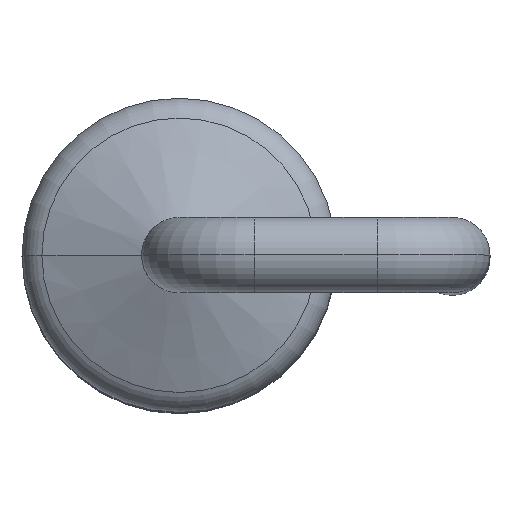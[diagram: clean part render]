
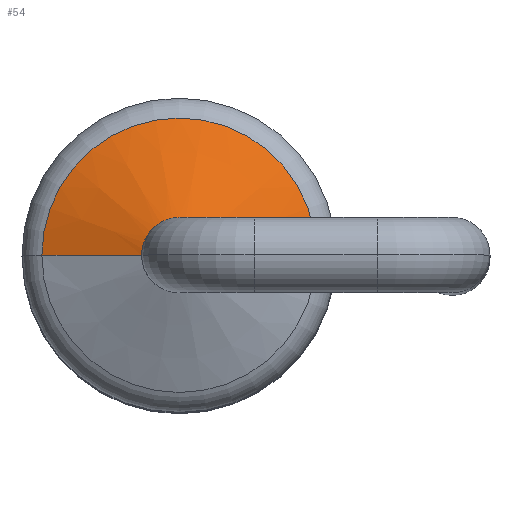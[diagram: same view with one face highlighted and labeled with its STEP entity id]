
A CAD part, top view. The second image highlights one B-rep face of the part: STEP entity #54.
In plain terms, the highlighted conical face has half-angle 68.481 degrees and reference radius 1.15 mm.
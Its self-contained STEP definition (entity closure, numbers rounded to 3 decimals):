
#54 = ADVANCED_FACE ( 'NONE', ( #2190 ), #2189, .T. ) ;
#106 = CARTESIAN_POINT ( 'NONE',  ( 0., 0., 7.155 ) ) ;
#107 = DIRECTION ( 'NONE',  ( 0., 0., -1. ) ) ;
#115 = DIRECTION ( 'NONE',  ( 1., 0., 0. ) ) ;
#243 = CARTESIAN_POINT ( 'NONE',  ( -0.275, 0., 7.5 ) ) ;
#253 = CARTESIAN_POINT ( 'NONE',  ( -1.004, 0., 7.212 ) ) ;
#258 = CARTESIAN_POINT ( 'NONE',  ( 1.004, 0., 7.212 ) ) ;
#260 = CARTESIAN_POINT ( 'NONE',  ( 0.275, 0., 7.5 ) ) ;
#308 = CARTESIAN_POINT ( 'NONE',  ( -1.15, 0., 7.155 ) ) ;
#321 = DIRECTION ( 'NONE',  ( -0.93, 0., -0.367 ) ) ;
#444 = CARTESIAN_POINT ( 'NONE',  ( 1.15, 0., 7.155 ) ) ;
#445 = DIRECTION ( 'NONE',  ( 0.93, 0., -0.367 ) ) ;
#476 = CARTESIAN_POINT ( 'NONE',  ( 0., 0., 7.5 ) ) ;
#477 = DIRECTION ( 'NONE',  ( 0., 0., 1. ) ) ;
#478 = DIRECTION ( 'NONE',  ( 1., 0., 0. ) ) ;
#691 = VERTEX_POINT ( 'NONE', #243 ) ;
#717 = VERTEX_POINT ( 'NONE', #253 ) ;
#725 = VERTEX_POINT ( 'NONE', #258 ) ;
#731 = VERTEX_POINT ( 'NONE', #260 ) ;
#796 = LINE ( 'NONE', #308, #810 ) ;
#810 = VECTOR ( 'NONE', #321, 1000. ) ;
#938 = EDGE_CURVE ( 'NONE', #691, #717, #796, .T. ) ;
#1053 = EDGE_LOOP ( 'NONE', ( #1794, #1779, #1795, #1919 ) ) ;
#1135 = EDGE_CURVE ( 'NONE', #731, #725, #1250, .T. ) ;
#1144 = EDGE_CURVE ( 'NONE', #731, #691, #2217, .T. ) ;
#1243 = VECTOR ( 'NONE', #445, 1000. ) ;
#1250 = LINE ( 'NONE', #444, #1243 ) ;
#1726 = CIRCLE ( 'NONE', #2436, 1.004 ) ;
#1773 = EDGE_CURVE ( 'NONE', #725, #717, #1726, .T. ) ;
#1779 = ORIENTED_EDGE ( 'NONE', *, *, #1144, .F. ) ;
#1794 = ORIENTED_EDGE ( 'NONE', *, *, #938, .F. ) ;
#1795 = ORIENTED_EDGE ( 'NONE', *, *, #1135, .T. ) ;
#1919 = ORIENTED_EDGE ( 'NONE', *, *, #1773, .T. ) ;
#2152 = CARTESIAN_POINT ( 'NONE',  ( 0., 0., 7.212 ) ) ;
#2153 = DIRECTION ( 'NONE',  ( 0., 0., 1. ) ) ;
#2154 = DIRECTION ( 'NONE',  ( 1., 0., 0. ) ) ;
#2189 = CONICAL_SURFACE ( 'NONE', #2303, 1.15, 1.195 ) ;
#2190 = FACE_OUTER_BOUND ( 'NONE', #1053, .T. ) ;
#2217 = CIRCLE ( 'NONE', #2398, 0.275 ) ;
#2303 = AXIS2_PLACEMENT_3D ( 'NONE', #106, #107, #115 ) ;
#2398 = AXIS2_PLACEMENT_3D ( 'NONE', #476, #477, #478 ) ;
#2436 = AXIS2_PLACEMENT_3D ( 'NONE', #2152, #2153, #2154 ) ;
